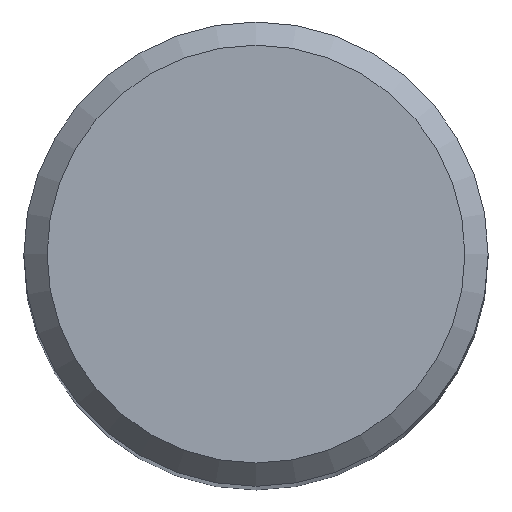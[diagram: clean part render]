
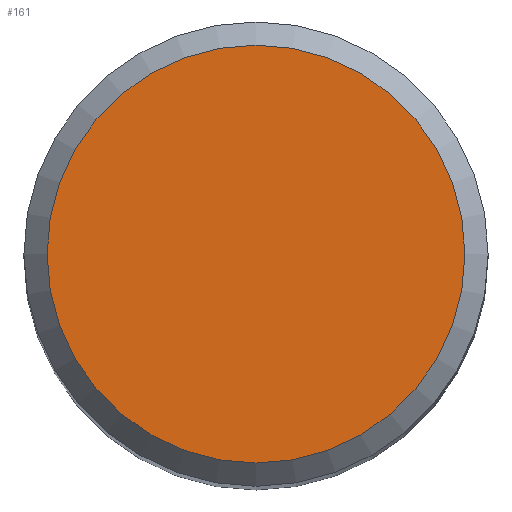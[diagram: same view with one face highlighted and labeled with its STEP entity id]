
A CAD part, top view. The second image highlights one B-rep face of the part: STEP entity #161.
In plain terms, the highlighted planar face has unit normal (0, 0, 1).
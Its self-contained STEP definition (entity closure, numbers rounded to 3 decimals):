
#121 = VERTEX_POINT('', #122);
#122 = CARTESIAN_POINT('', (-3.6, 0., 0.));
#128 = EDGE_CURVE('', #121, #121, #129, .T.);
#129 = CIRCLE('', #130, 3.6);
#130 = AXIS2_PLACEMENT_3D('', #131, #132, #133);
#131 = CARTESIAN_POINT('', (0., 0., 0.));
#132 = DIRECTION('', (0., 0., -1.));
#133 = DIRECTION('', (-1., 0., 0.));
#161 = ADVANCED_FACE('', (#162), #165, .T.);
#162 = FACE_OUTER_BOUND('', #163, .T.);
#163 = EDGE_LOOP('', (#164));
#164 = ORIENTED_EDGE('', *, *, #128, .F.);
#165 = PLANE('', #166);
#166 = AXIS2_PLACEMENT_3D('', #167, #168, #169);
#167 = CARTESIAN_POINT('', (5.6, -5.6, 0.));
#168 = DIRECTION('', (0., 0., 1.));
#169 = DIRECTION('', (0., 1., 0.));
